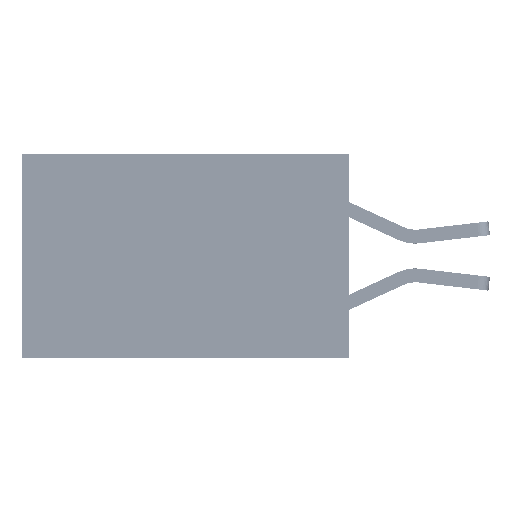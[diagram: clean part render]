
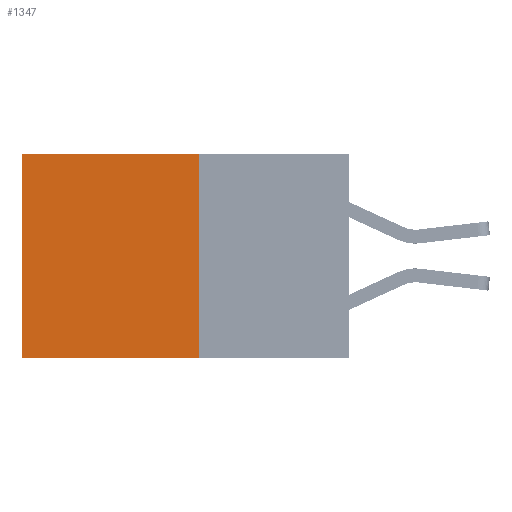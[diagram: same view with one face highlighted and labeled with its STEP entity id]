
A CAD part, left-side view. The second image highlights one B-rep face of the part: STEP entity #1347.
In plain terms, the highlighted planar face has unit normal (-1, 0, 0).
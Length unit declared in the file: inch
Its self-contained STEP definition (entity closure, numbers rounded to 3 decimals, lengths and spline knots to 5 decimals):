
#1347 = ADVANCED_FACE ( 'NONE', ( #3109 ), #2010, .F. ) ;
#2010 = PLANE ( 'NONE',  #14167 ) ;
#3109 = FACE_OUTER_BOUND ( 'NONE', #8490, .T. ) ;
#4502 = DIRECTION ( 'NONE',  ( 0., 1., 0. ) ) ;
#5269 = LINE ( 'NONE', #22096, #31080 ) ;
#8490 = EDGE_LOOP ( 'NONE', ( #10116, #9255, #12151, #15771 ) ) ;
#9255 = ORIENTED_EDGE ( 'NONE', *, *, #31041, .F. ) ;
#9622 = DIRECTION ( 'NONE',  ( 1., 0., 0. ) ) ;
#10116 = ORIENTED_EDGE ( 'NONE', *, *, #32157, .T. ) ;
#10413 = CARTESIAN_POINT ( 'NONE',  ( 0.277, 0.27, -0.37 ) ) ;
#10651 = VECTOR ( 'NONE', #29769, 39.37008 ) ;
#10989 = DIRECTION ( 'NONE',  ( 0., 0., -1. ) ) ;
#12151 = ORIENTED_EDGE ( 'NONE', *, *, #19131, .F. ) ;
#12787 = CARTESIAN_POINT ( 'NONE',  ( 0.277, 0.27, -0.37 ) ) ;
#13283 = CARTESIAN_POINT ( 'NONE',  ( 0.277, 0.59, -0.37 ) ) ;
#13303 = EDGE_CURVE ( 'NONE', #20994, #20596, #26030, .T. ) ;
#14167 = AXIS2_PLACEMENT_3D ( 'NONE', #15251, #9622, #10989 ) ;
#15251 = CARTESIAN_POINT ( 'NONE',  ( 0.277, 0.27, -0.37 ) ) ;
#15529 = CARTESIAN_POINT ( 'NONE',  ( 0.277, 0.27, 0. ) ) ;
#15771 = ORIENTED_EDGE ( 'NONE', *, *, #13303, .T. ) ;
#18049 = VERTEX_POINT ( 'NONE', #13283 ) ;
#19131 = EDGE_CURVE ( 'NONE', #20994, #21865, #19295, .T. ) ;
#19295 = LINE ( 'NONE', #10413, #20909 ) ;
#19731 = CARTESIAN_POINT ( 'NONE',  ( 0.277, 0.59, -0.37 ) ) ;
#20596 = VERTEX_POINT ( 'NONE', #30902 ) ;
#20909 = VECTOR ( 'NONE', #23108, 39.37008 ) ;
#20994 = VERTEX_POINT ( 'NONE', #27261 ) ;
#21865 = VERTEX_POINT ( 'NONE', #12787 ) ;
#22096 = CARTESIAN_POINT ( 'NONE',  ( 0.277, 0.27, -0.37 ) ) ;
#23108 = DIRECTION ( 'NONE',  ( 0., 0., -1. ) ) ;
#23145 = DIRECTION ( 'NONE',  ( 0., 1., 0. ) ) ;
#26030 = LINE ( 'NONE', #15529, #31775 ) ;
#27261 = CARTESIAN_POINT ( 'NONE',  ( 0.277, 0.27, 0. ) ) ;
#29769 = DIRECTION ( 'NONE',  ( 0., 0., -1. ) ) ;
#30611 = LINE ( 'NONE', #19731, #10651 ) ;
#30902 = CARTESIAN_POINT ( 'NONE',  ( 0.277, 0.59, 0. ) ) ;
#31041 = EDGE_CURVE ( 'NONE', #21865, #18049, #5269, .T. ) ;
#31080 = VECTOR ( 'NONE', #4502, 39.37008 ) ;
#31775 = VECTOR ( 'NONE', #23145, 39.37008 ) ;
#32157 = EDGE_CURVE ( 'NONE', #20596, #18049, #30611, .T. ) ;
